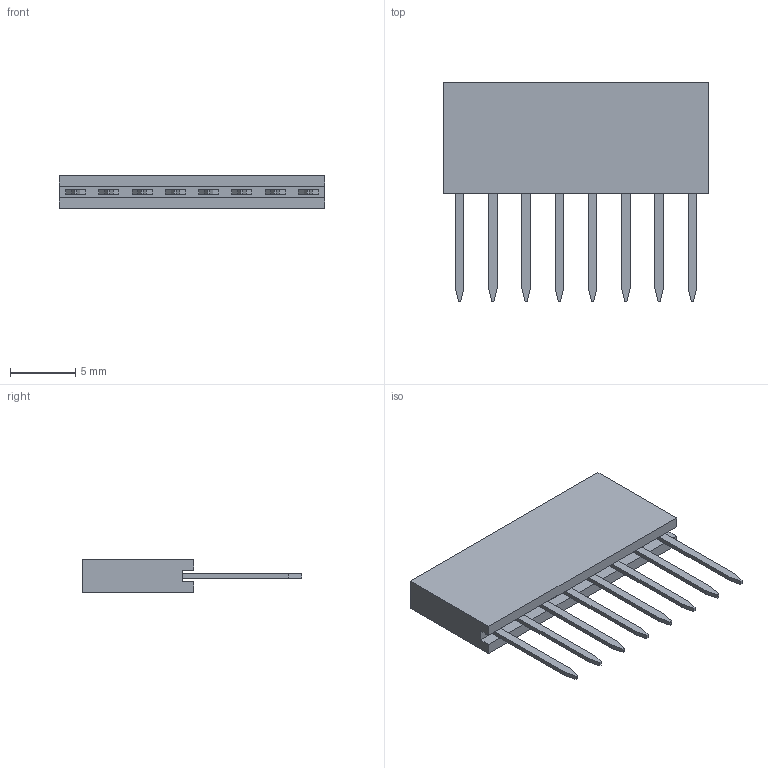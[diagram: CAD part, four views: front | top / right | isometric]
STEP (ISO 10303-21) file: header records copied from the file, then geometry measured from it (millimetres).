
FILE_DESCRIPTION (( 'STEP AP214' ), '1' );
FILE_NAME ('pin_header_female_2.54mm_0.1in.STEP', '2019-03-20T12:32:50', ( '' ), ( '' ), 'SwSTEP 2.0', 'SolidWorks 2014', '' );
FILE_SCHEMA (( 'AUTOMOTIVE_DESIGN' ));
Length unit declared in the file: millimetre
Products named in the file (1): pin_header_female_2.54mm_0.1in
Bounding box: 20.32 x 16.76 x 2.54 mm (x, y, z)
Volume: 412 mm3; surface area: 1060.1 mm2
Topology: 9 solids, 9 shells, 282 faces, 760 edges, 496 vertices
Faces by surface type: plane 282
Entity records: 11837 total; most frequent: CARTESIAN_POINT 1539, ORIENTED_EDGE 1520, DIRECTION 1326, EDGE_CURVE 760, LINE 760, VECTOR 760, VERTEX_POINT 496, EDGE_LOOP 298
